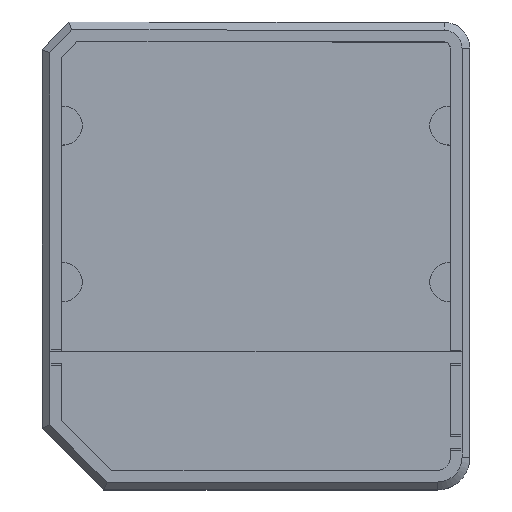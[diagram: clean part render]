
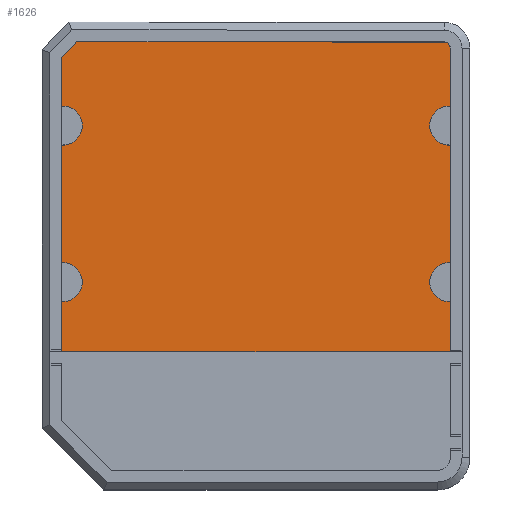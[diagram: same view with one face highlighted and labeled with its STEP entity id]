
A CAD part, top view. The second image highlights one B-rep face of the part: STEP entity #1626.
In plain terms, the highlighted planar face has unit normal (0, 0, 1).
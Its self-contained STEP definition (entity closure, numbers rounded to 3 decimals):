
#48=CIRCLE('',#1697,5.);
#49=CIRCLE('',#1699,5.);
#50=CIRCLE('',#1701,5.);
#51=CIRCLE('',#1703,5.);
#52=CIRCLE('',#1705,5.);
#65=CIRCLE('',#1765,1.55);
#66=CIRCLE('',#1766,3.3);
#146=FACE_OUTER_BOUND('',#239,.T.);
#239=EDGE_LOOP('',(#1366,#1367,#1368,#1369,#1370,#1371,#1372,#1373,#1374,
#1375,#1376,#1377,#1378,#1379,#1380,#1381,#1382,#1383));
#303=LINE('',#2373,#498);
#304=LINE('',#2375,#499);
#316=LINE('',#2398,#511);
#317=LINE('',#2399,#512);
#318=LINE('',#2402,#513);
#326=LINE('',#2417,#521);
#327=LINE('',#2418,#522);
#408=LINE('',#2601,#603);
#411=LINE('',#2611,#606);
#412=LINE('',#2612,#607);
#413=LINE('',#2613,#608);
#498=VECTOR('',#1922,10.);
#499=VECTOR('',#1923,10.);
#511=VECTOR('',#1935,10.);
#512=VECTOR('',#1936,10.);
#513=VECTOR('',#1939,10.);
#521=VECTOR('',#1947,10.);
#522=VECTOR('',#1948,10.);
#603=VECTOR('',#2135,10.);
#606=VECTOR('',#2148,10.);
#607=VECTOR('',#2149,10.);
#608=VECTOR('',#2150,10.);
#686=VERTEX_POINT('',#2343);
#687=VERTEX_POINT('',#2345);
#688=VERTEX_POINT('',#2349);
#689=VERTEX_POINT('',#2351);
#690=VERTEX_POINT('',#2355);
#691=VERTEX_POINT('',#2357);
#692=VERTEX_POINT('',#2361);
#693=VERTEX_POINT('',#2363);
#694=VERTEX_POINT('',#2367);
#695=VERTEX_POINT('',#2369);
#696=VERTEX_POINT('',#2374);
#707=VERTEX_POINT('',#2396);
#708=VERTEX_POINT('',#2401);
#715=VERTEX_POINT('',#2415);
#763=VERTEX_POINT('',#2597);
#764=VERTEX_POINT('',#2599);
#765=VERTEX_POINT('',#2608);
#766=VERTEX_POINT('',#2610);
#843=EDGE_CURVE('',#686,#687,#48,.T.);
#846=EDGE_CURVE('',#688,#689,#49,.T.);
#849=EDGE_CURVE('',#690,#691,#50,.T.);
#852=EDGE_CURVE('',#692,#693,#51,.T.);
#855=EDGE_CURVE('',#694,#695,#52,.T.);
#857=EDGE_CURVE('',#689,#692,#303,.T.);
#858=EDGE_CURVE('',#693,#696,#304,.T.);
#870=EDGE_CURVE('',#707,#686,#316,.T.);
#871=EDGE_CURVE('',#687,#688,#317,.T.);
#872=EDGE_CURVE('',#691,#708,#318,.T.);
#880=EDGE_CURVE('',#715,#694,#326,.T.);
#881=EDGE_CURVE('',#695,#690,#327,.T.);
#974=EDGE_CURVE('',#764,#763,#408,.T.);
#977=EDGE_CURVE('',#765,#707,#65,.T.);
#978=EDGE_CURVE('',#766,#765,#411,.T.);
#979=EDGE_CURVE('',#708,#766,#412,.T.);
#980=EDGE_CURVE('',#763,#715,#413,.T.);
#981=EDGE_CURVE('',#696,#764,#66,.T.);
#1366=ORIENTED_EDGE('',*,*,#843,.F.);
#1367=ORIENTED_EDGE('',*,*,#870,.F.);
#1368=ORIENTED_EDGE('',*,*,#977,.F.);
#1369=ORIENTED_EDGE('',*,*,#978,.F.);
#1370=ORIENTED_EDGE('',*,*,#979,.F.);
#1371=ORIENTED_EDGE('',*,*,#872,.F.);
#1372=ORIENTED_EDGE('',*,*,#849,.F.);
#1373=ORIENTED_EDGE('',*,*,#881,.F.);
#1374=ORIENTED_EDGE('',*,*,#855,.F.);
#1375=ORIENTED_EDGE('',*,*,#880,.F.);
#1376=ORIENTED_EDGE('',*,*,#980,.F.);
#1377=ORIENTED_EDGE('',*,*,#974,.F.);
#1378=ORIENTED_EDGE('',*,*,#981,.F.);
#1379=ORIENTED_EDGE('',*,*,#858,.F.);
#1380=ORIENTED_EDGE('',*,*,#852,.F.);
#1381=ORIENTED_EDGE('',*,*,#857,.F.);
#1382=ORIENTED_EDGE('',*,*,#846,.F.);
#1383=ORIENTED_EDGE('',*,*,#871,.F.);
#1538=PLANE('',#1764);
#1626=ADVANCED_FACE('',(#146),#1538,.F.);
#1697=AXIS2_PLACEMENT_3D('',#2346,#1893,#1894);
#1699=AXIS2_PLACEMENT_3D('',#2352,#1899,#1900);
#1701=AXIS2_PLACEMENT_3D('',#2358,#1905,#1906);
#1703=AXIS2_PLACEMENT_3D('',#2364,#1911,#1912);
#1705=AXIS2_PLACEMENT_3D('',#2370,#1917,#1918);
#1764=AXIS2_PLACEMENT_3D('',#2607,#2144,#2145);
#1765=AXIS2_PLACEMENT_3D('',#2609,#2146,#2147);
#1766=AXIS2_PLACEMENT_3D('',#2614,#2151,#2152);
#1893=DIRECTION('center_axis',(0.,0.,
1.));
#1894=DIRECTION('ref_axis',(1.,0.,0.));
#1899=DIRECTION('center_axis',(0.,0.,
1.));
#1900=DIRECTION('ref_axis',(1.,0.,0.));
#1905=DIRECTION('center_axis',(0.,0.,
1.));
#1906=DIRECTION('ref_axis',(1.,0.,0.));
#1911=DIRECTION('center_axis',(0.,0.,
1.));
#1912=DIRECTION('ref_axis',(1.,0.,0.));
#1917=DIRECTION('center_axis',(0.,0.,
1.));
#1918=DIRECTION('ref_axis',(1.,0.,0.));
#1922=DIRECTION('',(0.,-1.,0.));
#1923=DIRECTION('',(0.,-1.,0.));
#1935=DIRECTION('',(0.,-1.,0.));
#1936=DIRECTION('',(0.,-1.,0.));
#1939=DIRECTION('',(0.,1.,0.));
#1947=DIRECTION('',(0.,1.,0.));
#1948=DIRECTION('',(0.,1.,0.));
#2135=DIRECTION('',(-1.,0.,0.));
#2144=DIRECTION('center_axis',(0.,0.,
-1.));
#2145=DIRECTION('ref_axis',(1.,0.,0.));
#2146=DIRECTION('center_axis',(0.,0.,
-1.));
#2147=DIRECTION('ref_axis',(0.001,1.,0.));
#2148=DIRECTION('',(1.,-0.001,0.));
#2149=DIRECTION('',(0.689,0.724,0.));
#2150=DIRECTION('',(-0.707,0.707,0.));
#2151=DIRECTION('center_axis',(0.,0.,
-1.));
#2152=DIRECTION('ref_axis',(1.,0.,0.));
#2343=CARTESIAN_POINT('',(251.76,-85.56,-10.));
#2345=CARTESIAN_POINT('',(251.76,-95.542,-10.));
#2346=CARTESIAN_POINT('Origin',(251.46,-90.551,-10.));
#2349=CARTESIAN_POINT('',(251.76,-125.699,-10.));
#2351=CARTESIAN_POINT('',(251.76,-135.681,-10.));
#2352=CARTESIAN_POINT('Origin',(251.46,-130.69,-10.));
#2355=CARTESIAN_POINT('',(152.1,-95.542,-10.));
#2357=CARTESIAN_POINT('',(152.1,-85.56,-10.));
#2358=CARTESIAN_POINT('Origin',(152.4,-90.551,-10.));
#2361=CARTESIAN_POINT('',(251.76,-160.917,-10.));
#2363=CARTESIAN_POINT('',(251.76,-170.899,-10.));
#2364=CARTESIAN_POINT('Origin',(251.46,-165.908,-10.));
#2367=CARTESIAN_POINT('',(152.1,-135.681,-10.));
#2369=CARTESIAN_POINT('',(152.1,-125.699,-10.));
#2370=CARTESIAN_POINT('Origin',(152.4,-130.69,-10.));
#2373=CARTESIAN_POINT('',(251.76,-175.669,-10.));
#2374=CARTESIAN_POINT('',(251.76,-175.669,-10.));
#2375=CARTESIAN_POINT('',(251.76,-175.669,-10.));
#2396=CARTESIAN_POINT('',(251.76,-70.699,-10.));
#2398=CARTESIAN_POINT('',(251.76,-175.669,-10.));
#2399=CARTESIAN_POINT('',(251.76,-175.669,-10.));
#2401=CARTESIAN_POINT('',(152.1,-73.139,-10.));
#2402=CARTESIAN_POINT('',(152.1,-166.093,-10.));
#2415=CARTESIAN_POINT('',(152.1,-166.093,-10.));
#2417=CARTESIAN_POINT('',(152.1,-166.093,-10.));
#2418=CARTESIAN_POINT('',(152.1,-166.093,-10.));
#2597=CARTESIAN_POINT('',(164.976,-178.969,-10.));
#2599=CARTESIAN_POINT('',(248.46,-178.969,-10.));
#2601=CARTESIAN_POINT('',(164.976,-178.969,-10.));
#2607=CARTESIAN_POINT('Origin',(201.93,-123.994,-10.));
#2608=CARTESIAN_POINT('',(250.212,-69.149,-10.));
#2609=CARTESIAN_POINT('Origin',(250.21,-70.699,-10.));
#2610=CARTESIAN_POINT('',(156.018,-69.021,-10.));
#2611=CARTESIAN_POINT('',(156.018,-69.021,-10.));
#2612=CARTESIAN_POINT('',(156.018,-69.021,-10.));
#2613=CARTESIAN_POINT('',(164.976,-178.969,-10.));
#2614=CARTESIAN_POINT('Origin',(248.46,-175.669,-10.));
